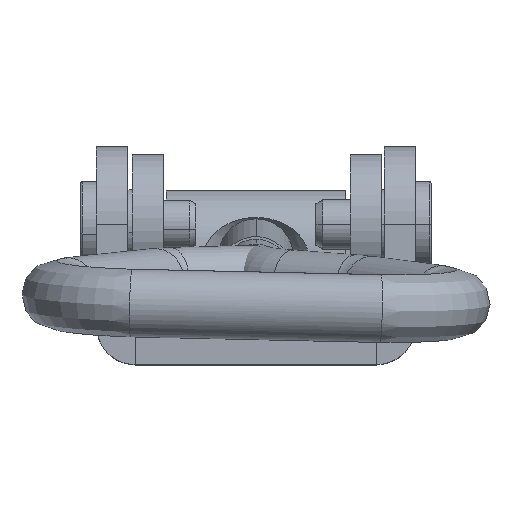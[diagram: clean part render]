
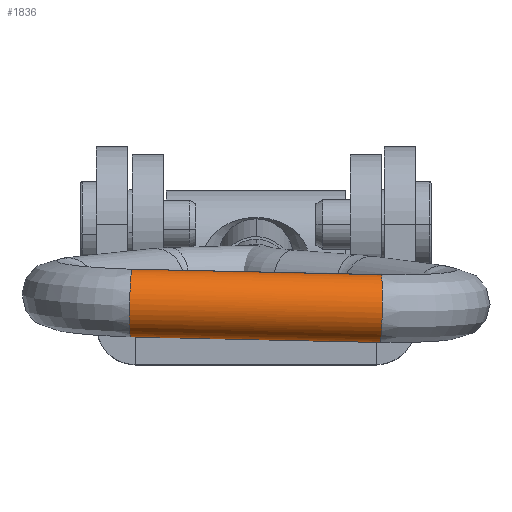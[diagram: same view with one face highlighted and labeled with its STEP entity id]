
A CAD part, top view. The second image highlights one B-rep face of the part: STEP entity #1836.
In plain terms, the highlighted free-form (B-spline) face has degree [3, 1] with [7, 2] control points.
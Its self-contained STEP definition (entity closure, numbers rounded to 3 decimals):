
#106 = CARTESIAN_POINT ( 'NONE',  ( -8., 50.82, -2.18 ) ) ;
#123 = CARTESIAN_POINT ( 'NONE',  ( 8., 50.82, -2.18 ) ) ;
#351 = ORIENTED_EDGE ( 'NONE', *, *, #2378, .F. ) ;
#453 = CARTESIAN_POINT ( 'NONE',  ( -8.233, 55.18, 2.18 ) ) ;
#519 = CARTESIAN_POINT ( 'NONE',  ( -8., 50.82, -2.18 ) ) ;
#631 = CARTESIAN_POINT ( 'NONE',  ( 8., 50.82, -2.18 ) ) ;
#651 = EDGE_CURVE ( 'NONE', #1339, #1009, #3116, .T. ) ;
#666 = CARTESIAN_POINT ( 'NONE',  ( 8.233, 55.18, -2.18 ) ) ;
#755 = CARTESIAN_POINT ( 'NONE',  ( -8., 50.82, 2.18 ) ) ;
#809 = CARTESIAN_POINT ( 'NONE',  ( 8., 50.82, 2.18 ) ) ;
#978 = CARTESIAN_POINT ( 'NONE',  ( -8., 50.82, 2.18 ) ) ;
#1009 = VERTEX_POINT ( 'NONE', #1957 ) ;
#1020 = CARTESIAN_POINT ( 'NONE',  ( 7.767, 46.46, -2.18 ) ) ;
#1118 =( BOUNDED_CURVE ( )  B_SPLINE_CURVE ( 3, ( #1182, #666, #2740, #3497 ),
 .UNSPECIFIED., .F., .T. ) 
 B_SPLINE_CURVE_WITH_KNOTS ( ( 4, 4 ),
 ( 0.5, 1. ),
 .UNSPECIFIED. ) 
 CURVE ( )  GEOMETRIC_REPRESENTATION_ITEM ( )  RATIONAL_B_SPLINE_CURVE ( ( 1., 0.333, 0.333, 1. ) ) 
 REPRESENTATION_ITEM ( '' )  );
#1182 = CARTESIAN_POINT ( 'NONE',  ( 8., 50.82, -2.18 ) ) ;
#1339 = VERTEX_POINT ( 'NONE', #631 ) ;
#1508 = CARTESIAN_POINT ( 'NONE',  ( -8., 50.82, 2.18 ) ) ;
#1603 = CARTESIAN_POINT ( 'NONE',  ( -8.233, 55.18, -2.18 ) ) ;
#1613 =( BOUNDED_CURVE ( )  B_SPLINE_CURVE ( 3, ( #755, #3712, #1928, #3373 ),
 .UNSPECIFIED., .F., .F. ) 
 B_SPLINE_CURVE_WITH_KNOTS ( ( 4, 4 ),
 ( 0., 0.5 ),
 .UNSPECIFIED. ) 
 CURVE ( )  GEOMETRIC_REPRESENTATION_ITEM ( )  RATIONAL_B_SPLINE_CURVE ( ( 1., 0.333, 0.333, 1. ) ) 
 REPRESENTATION_ITEM ( '' )  );
#1684 = ORIENTED_EDGE ( 'NONE', *, *, #3101, .F. ) ;
#1714 = CARTESIAN_POINT ( 'NONE',  ( -7.767, 46.46, 2.18 ) ) ;
#1836 = ADVANCED_FACE ( 'NONE', ( #3456 ), #3900, .F. ) ;
#1843 = EDGE_CURVE ( 'NONE', #1339, #3769, #1118, .T. ) ;
#1928 = CARTESIAN_POINT ( 'NONE',  ( -8.233, 55.18, -2.18 ) ) ;
#1957 = CARTESIAN_POINT ( 'NONE',  ( -8., 50.82, -2.18 ) ) ;
#2133 = CARTESIAN_POINT ( 'NONE',  ( -8., 50.82, 2.18 ) ) ;
#2378 = EDGE_CURVE ( 'NONE', #4051, #1009, #1613, .T. ) ;
#2688 = B_SPLINE_CURVE_WITH_KNOTS ( 'NONE', 1,
 ( #3768, #4227 ),
 .UNSPECIFIED., .F., .F.,
 ( 2, 2 ),
 ( 0., 1. ),
 .UNSPECIFIED. ) ;
#2700 = CARTESIAN_POINT ( 'NONE',  ( 8., 50.82, 2.18 ) ) ;
#2740 = CARTESIAN_POINT ( 'NONE',  ( 8.233, 55.18, 2.18 ) ) ;
#3089 = EDGE_LOOP ( 'NONE', ( #3147, #3238, #351, #1684 ) ) ;
#3101 = EDGE_CURVE ( 'NONE', #3769, #4051, #2688, .T. ) ;
#3116 = B_SPLINE_CURVE_WITH_KNOTS ( 'NONE', 1,
 ( #3299, #106 ),
 .UNSPECIFIED., .F., .F.,
 ( 2, 2 ),
 ( 0., 1. ),
 .UNSPECIFIED. ) ;
#3147 = ORIENTED_EDGE ( 'NONE', *, *, #1843, .F. ) ;
#3238 = ORIENTED_EDGE ( 'NONE', *, *, #651, .T. ) ;
#3299 = CARTESIAN_POINT ( 'NONE',  ( 8., 50.82, -2.18 ) ) ;
#3373 = CARTESIAN_POINT ( 'NONE',  ( -8., 50.82, -2.18 ) ) ;
#3399 = CARTESIAN_POINT ( 'NONE',  ( 7.767, 46.46, 2.18 ) ) ;
#3456 = FACE_OUTER_BOUND ( 'NONE', #3089, .T. ) ;
#3497 = CARTESIAN_POINT ( 'NONE',  ( 8., 50.82, 2.18 ) ) ;
#3712 = CARTESIAN_POINT ( 'NONE',  ( -8.233, 55.18, 2.18 ) ) ;
#3757 = CARTESIAN_POINT ( 'NONE',  ( 8.233, 55.18, 2.18 ) ) ;
#3768 = CARTESIAN_POINT ( 'NONE',  ( 8., 50.82, 2.18 ) ) ;
#3769 = VERTEX_POINT ( 'NONE', #2700 ) ;
#3818 = CARTESIAN_POINT ( 'NONE',  ( 8., 50.82, 2.18 ) ) ;
#3900 =( BOUNDED_SURFACE ( )  B_SPLINE_SURFACE ( 3, 1, ( 
 ( #3818, #1508 ),
 ( #3399, #1714 ),
 ( #1020, #4232 ),
 ( #123, #519 ),
 ( #4060, #1603 ),
 ( #3757, #453 ),
 ( #809, #2133 ) ),
 .UNSPECIFIED., .T., .F., .T. ) 
 B_SPLINE_SURFACE_WITH_KNOTS ( ( 4, 3, 4 ),
 ( 2, 2 ),
 ( 0., 0.5, 1. ),
 ( 0., 1. ),
 .UNSPECIFIED. ) 
 GEOMETRIC_REPRESENTATION_ITEM ( )  RATIONAL_B_SPLINE_SURFACE ( (
 ( 1., 1.),
 ( 0.333, 0.333),
 ( 0.333, 0.333),
 ( 1., 1.),
 ( 0.333, 0.333),
 ( 0.333, 0.333),
 ( 1., 1.) ) ) 
 REPRESENTATION_ITEM ( '' )  SURFACE ( )  );
#4051 = VERTEX_POINT ( 'NONE', #978 ) ;
#4060 = CARTESIAN_POINT ( 'NONE',  ( 8.233, 55.18, -2.18 ) ) ;
#4227 = CARTESIAN_POINT ( 'NONE',  ( -8., 50.82, 2.18 ) ) ;
#4232 = CARTESIAN_POINT ( 'NONE',  ( -7.767, 46.46, -2.18 ) ) ;
